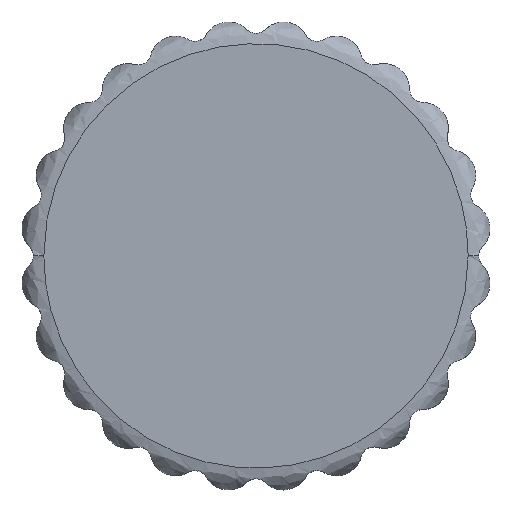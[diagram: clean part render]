
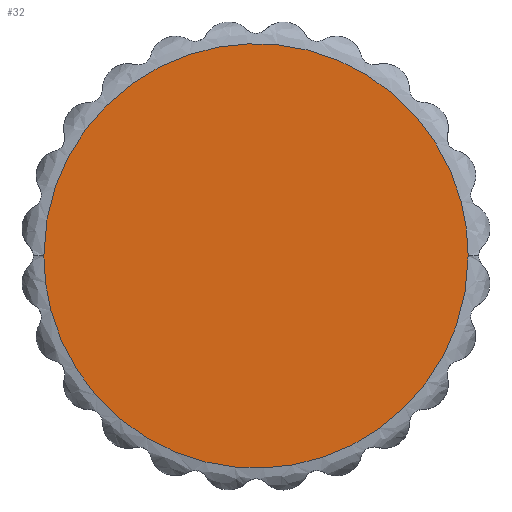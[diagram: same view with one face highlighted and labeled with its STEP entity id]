
A CAD part, top view. The second image highlights one B-rep face of the part: STEP entity #32.
In plain terms, the highlighted planar face has unit normal (0, 0, 1).
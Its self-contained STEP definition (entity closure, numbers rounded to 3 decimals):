
#32=ADVANCED_FACE('',(#136),#2005,.T.);
#136=FACE_OUTER_BOUND('',#240,.T.);
#240=EDGE_LOOP('',(#393,#394));
#393=ORIENTED_EDGE('',*,*,#1336,.F.);
#394=ORIENTED_EDGE('',*,*,#1048,.F.);
#1048=EDGE_CURVE('',#1704,#1914,#1356,.T.);
#1336=EDGE_CURVE('',#1914,#1704,#1460,.T.);
#1356=(
BOUNDED_CURVE()
B_SPLINE_CURVE(2,(#7076,#7077,#7078,#7079,#7080),.UNSPECIFIED.,.F.,.F.)
B_SPLINE_CURVE_WITH_KNOTS((3,2,3),(0.,25.447,50.893),
 .UNSPECIFIED.)
CURVE()
GEOMETRIC_REPRESENTATION_ITEM()
RATIONAL_B_SPLINE_CURVE((1.,0.707,1.,0.707,1.))
REPRESENTATION_ITEM('')
);
#1460=(
BOUNDED_CURVE()
B_SPLINE_CURVE(2,(#8947,#8948,#8949,#8950,#8951),.UNSPECIFIED.,.F.,.F.)
B_SPLINE_CURVE_WITH_KNOTS((3,2,3),(50.893,76.34,101.787),
 .UNSPECIFIED.)
CURVE()
GEOMETRIC_REPRESENTATION_ITEM()
RATIONAL_B_SPLINE_CURVE((1.,0.707,1.,0.707,1.))
REPRESENTATION_ITEM('')
);
#1704=VERTEX_POINT('',#6144);
#1914=VERTEX_POINT('',#6354);
#2005=PLANE('',#2119);
#2119=AXIS2_PLACEMENT_3D('',#5361,#2192,$);
#2192=DIRECTION('',(0.,0.,1.));
#5361=CARTESIAN_POINT('',(-68.57,18.402,25.));
#6144=CARTESIAN_POINT('',(-34.01,0.042,25.));
#6354=CARTESIAN_POINT('',(-66.41,0.042,25.));
#7076=CARTESIAN_POINT('',(-34.01,0.042,25.));
#7077=CARTESIAN_POINT('',(-34.01,-16.158,25.));
#7078=CARTESIAN_POINT('',(-50.21,-16.158,25.));
#7079=CARTESIAN_POINT('',(-66.41,-16.158,25.));
#7080=CARTESIAN_POINT('',(-66.41,0.042,25.));
#8947=CARTESIAN_POINT('',(-66.41,0.042,25.));
#8948=CARTESIAN_POINT('',(-66.41,16.242,25.));
#8949=CARTESIAN_POINT('',(-50.21,16.242,25.));
#8950=CARTESIAN_POINT('',(-34.01,16.242,25.));
#8951=CARTESIAN_POINT('',(-34.01,0.042,25.));
